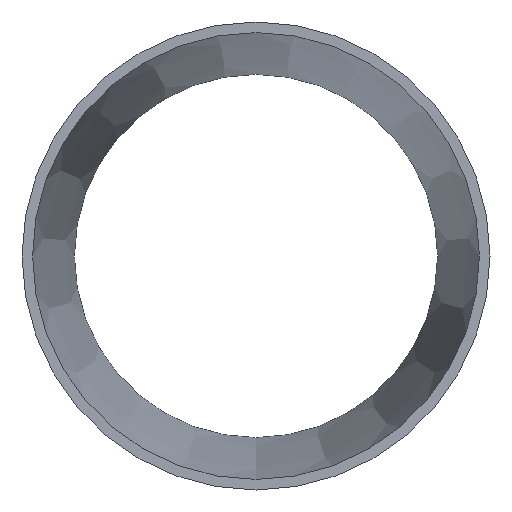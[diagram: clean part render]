
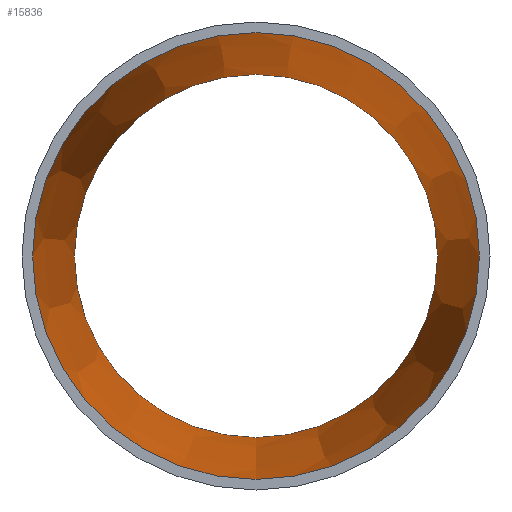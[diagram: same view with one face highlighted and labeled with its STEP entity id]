
A CAD part, front view. The second image highlights one B-rep face of the part: STEP entity #15836.
In plain terms, the highlighted conical face has half-angle 5.048 degrees and reference radius 42.442 mm.
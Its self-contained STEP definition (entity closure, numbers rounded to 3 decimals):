
#8011 = VERTEX_POINT ( 'NONE', #17323 ) ;
#8567 = AXIS2_PLACEMENT_3D ( 'NONE', #21782, #12908, #13060 ) ;
#9010 = EDGE_LOOP ( 'NONE', ( #16703 ) ) ;
#9776 = DIRECTION ( 'NONE',  ( 0., 0., -1. ) ) ;
#10070 = CIRCLE ( 'NONE', #27089, 42.442 ) ;
#10073 = DIRECTION ( 'NONE',  ( 0., -1., 0. ) ) ;
#10260 = CONICAL_SURFACE ( 'NONE', #20478, 42.442, 0.088 ) ;
#11605 = FACE_OUTER_BOUND ( 'NONE', #23950, .T. ) ;
#11906 = DIRECTION ( 'NONE',  ( 0., 0., -1. ) ) ;
#12728 = CARTESIAN_POINT ( 'NONE',  ( 0., 0., -42.442 ) ) ;
#12908 = DIRECTION ( 'NONE',  ( 0., -1., 0. ) ) ;
#13060 = DIRECTION ( 'NONE',  ( 0., 0., -1. ) ) ;
#13876 = FACE_BOUND ( 'NONE', #9010, .T. ) ;
#15836 = ADVANCED_FACE ( 'NONE', ( #13876, #11605 ), #10260, .F. ) ;
#16703 = ORIENTED_EDGE ( 'NONE', *, *, #24802, .F. ) ;
#16849 = CIRCLE ( 'NONE', #8567, 34.492 ) ;
#17323 = CARTESIAN_POINT ( 'NONE',  ( 0., 90., -34.492 ) ) ;
#20478 = AXIS2_PLACEMENT_3D ( 'NONE', #20921, #10073, #11906 ) ;
#20921 = CARTESIAN_POINT ( 'NONE',  ( 0., 0., 0. ) ) ;
#21533 = CARTESIAN_POINT ( 'NONE',  ( 0., 0., 0. ) ) ;
#21782 = CARTESIAN_POINT ( 'NONE',  ( 0., 90., 0. ) ) ;
#23342 = ORIENTED_EDGE ( 'NONE', *, *, #27791, .T. ) ;
#23820 = DIRECTION ( 'NONE',  ( 0., -1., 0. ) ) ;
#23950 = EDGE_LOOP ( 'NONE', ( #23342 ) ) ;
#24337 = VERTEX_POINT ( 'NONE', #12728 ) ;
#24802 = EDGE_CURVE ( 'NONE', #8011, #8011, #16849, .T. ) ;
#27089 = AXIS2_PLACEMENT_3D ( 'NONE', #21533, #23820, #9776 ) ;
#27791 = EDGE_CURVE ( 'NONE', #24337, #24337, #10070, .T. ) ;
